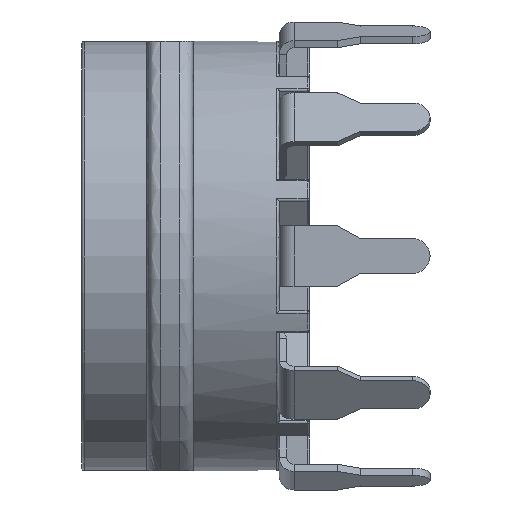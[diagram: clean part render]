
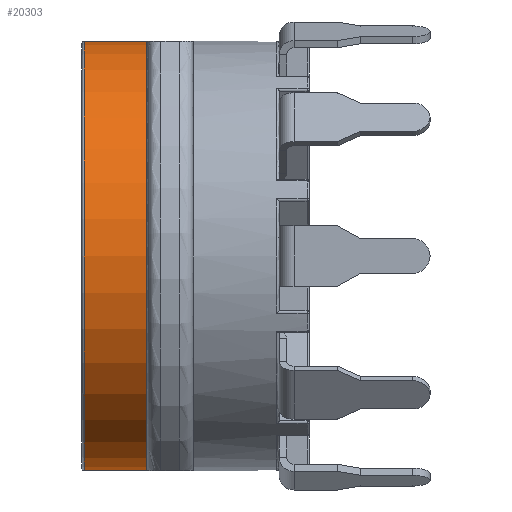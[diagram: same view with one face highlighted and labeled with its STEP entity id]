
A CAD part, left-side view. The second image highlights one B-rep face of the part: STEP entity #20303.
In plain terms, the highlighted cylindrical face has radius 9.25 mm (diameter 18.5 mm), a full revolution.
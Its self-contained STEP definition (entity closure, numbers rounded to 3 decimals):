
#2210=LINE('',#37386,#3945);
#3945=VECTOR('',#27992,9.25);
#4571=CYLINDRICAL_SURFACE('',#22415,9.25);
#5858=FACE_OUTER_BOUND('',#7148,.T.);
#7148=EDGE_LOOP('',(#18128,#18129,#18130,#18131,#18132,#18133,#18134));
#8436=CIRCLE('',#22414,9.25);
#8437=CIRCLE('',#22416,9.25);
#8438=CIRCLE('',#22417,9.25);
#8439=CIRCLE('',#22418,9.25);
#8440=CIRCLE('',#22419,9.25);
#9950=VERTEX_POINT('',#37282);
#9960=VERTEX_POINT('',#37339);
#9966=VERTEX_POINT('',#37382);
#9967=VERTEX_POINT('',#37383);
#9968=VERTEX_POINT('',#37385);
#12725=EDGE_CURVE('',#9950,#9960,#8436,.T.);
#12726=EDGE_CURVE('',#9966,#9967,#8437,.T.);
#12727=EDGE_CURVE('',#9966,#9968,#2210,.T.);
#12728=EDGE_CURVE('',#9960,#9968,#8438,.T.);
#12729=EDGE_CURVE('',#9968,#9950,#8439,.T.);
#12730=EDGE_CURVE('',#9967,#9966,#8440,.T.);
#18128=ORIENTED_EDGE('',*,*,#12726,.F.);
#18129=ORIENTED_EDGE('',*,*,#12727,.T.);
#18130=ORIENTED_EDGE('',*,*,#12728,.F.);
#18131=ORIENTED_EDGE('',*,*,#12725,.F.);
#18132=ORIENTED_EDGE('',*,*,#12729,.F.);
#18133=ORIENTED_EDGE('',*,*,#12727,.F.);
#18134=ORIENTED_EDGE('',*,*,#12730,.F.);
#20303=ADVANCED_FACE('',(#5858),#4571,.T.);
#22414=AXIS2_PLACEMENT_3D('',#37380,#27986,#27987);
#22415=AXIS2_PLACEMENT_3D('',#37381,#27988,#27989);
#22416=AXIS2_PLACEMENT_3D('',#37384,#27990,#27991);
#22417=AXIS2_PLACEMENT_3D('',#37387,#27993,#27994);
#22418=AXIS2_PLACEMENT_3D('',#37388,#27995,#27996);
#22419=AXIS2_PLACEMENT_3D('',#37389,#27997,#27998);
#27986=DIRECTION('center_axis',(0.,-1.,0.));
#27987=DIRECTION('ref_axis',(1.,0.,0.));
#27988=DIRECTION('center_axis',(0.,1.,0.));
#27989=DIRECTION('ref_axis',(1.,0.,0.));
#27990=DIRECTION('center_axis',(0.,1.,0.));
#27991=DIRECTION('ref_axis',(1.,0.,0.));
#27992=DIRECTION('',(0.,-1.,0.));
#27993=DIRECTION('center_axis',(0.,-1.,0.));
#27994=DIRECTION('ref_axis',(1.,0.,0.));
#27995=DIRECTION('center_axis',(0.,-1.,0.));
#27996=DIRECTION('ref_axis',(1.,0.,0.));
#27997=DIRECTION('center_axis',(0.,1.,0.));
#27998=DIRECTION('ref_axis',(1.,0.,0.));
#37282=CARTESIAN_POINT('',(0.,5.7,-9.25));
#37339=CARTESIAN_POINT('',(0.,5.7,9.25));
#37380=CARTESIAN_POINT('Origin',(0.,5.7,0.));
#37381=CARTESIAN_POINT('Origin',(0.,5.7,0.));
#37382=CARTESIAN_POINT('',(-9.25,8.4,0.));
#37383=CARTESIAN_POINT('',(0.,8.4,-9.25));
#37384=CARTESIAN_POINT('Origin',(0.,8.4,0.));
#37385=CARTESIAN_POINT('',(-9.25,5.7,0.));
#37386=CARTESIAN_POINT('',(-9.25,5.7,0.));
#37387=CARTESIAN_POINT('Origin',(0.,5.7,0.));
#37388=CARTESIAN_POINT('Origin',(0.,5.7,0.));
#37389=CARTESIAN_POINT('Origin',(0.,8.4,0.));
